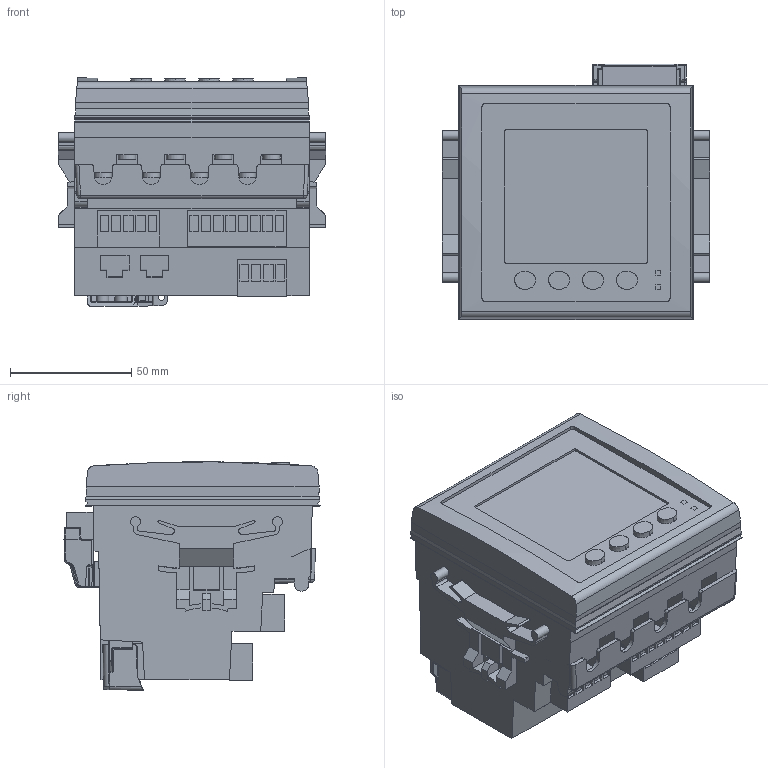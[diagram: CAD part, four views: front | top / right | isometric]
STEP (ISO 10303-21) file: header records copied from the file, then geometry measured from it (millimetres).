
FILE_DESCRIPTION((''),'2;1');
FILE_NAME('1644237236983_ASM','2022-02-07T18:04:19',('SESA540900'),('Schneider-Electric'),'CREO PARAMETRIC BY PTC INC, 2019471','CREO PARAMETRIC BY PTC INC, 2019471','');
FILE_SCHEMA(('AP242_MANAGED_MODEL_BASED_3D_ENGINEERING_MIM_LF { 1 0 10303 442 1 1 4 }'));
Products named in the file (7): EMPTYNODE_1644237237572_ASM; METSEPM5580-PART; HRB1190401; NNZ3725001; S1B8261701; METSEPM5580-3D_ASM; 1644237236983_ASM
Assembly tree (6 placements, depth 3):
  1644237236983_ASM
    EMPTYNODE_1644237237572_ASM
    METSEPM5580-3D_ASM
      METSEPM5580-PART
      HRB1190401
      NNZ3725001
      S1B8261701
Bounding box: 110.12 x 105.49 x 94.07 mm (x, y, z)
Volume: 654661.4 mm3; surface area: 77415.9 mm2
Topology: 4 solids, 4 shells, 1422 faces, 3697 edges, 2391 vertices
Faces by surface type: plane 835, cylinder 399, bspline 85, torus 39, extrusion 28, sphere 28, cone 8
Entity records: 65588 total; most frequent: CARTESIAN_POINT 16530, ORIENTED_EDGE 7272, DIRECTION 6650, PRESENTATION_STYLE_ASSIGNMENT 3921, STYLED_ITEM 3687, CURVE_STYLE 3682, EDGE_CURVE 3636, VECTOR 2532
